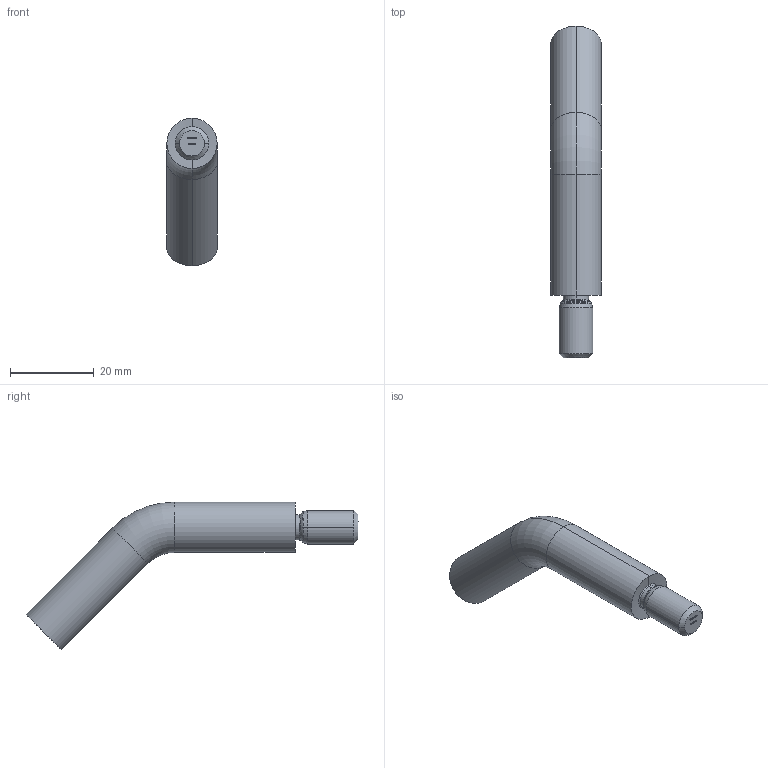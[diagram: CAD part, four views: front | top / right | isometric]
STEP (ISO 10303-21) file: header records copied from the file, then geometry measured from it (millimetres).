
FILE_DESCRIPTION (( 'STEP AP203' ), '1' );
FILE_NAME ('50470-240-M6.STEP', '2018-08-07T07:10:17', ( '' ), ( '' ), 'SwSTEP 2.0', 'SolidWorks 2015', '' );
FILE_SCHEMA (( 'CONFIG_CONTROL_DESIGN' ));
Length unit declared in the file: millimetre
Products named in the file (1): 50470-240-M6
Bounding box: 12 x 79.24 x 35.24 mm (x, y, z)
Volume: 8075.7 mm3; surface area: 3539.2 mm2
Topology: 1 solids, 1 shells, 283 faces, 730 edges, 477 vertices
Faces by surface type: plane 153, bspline 98, cone 12, torus 10, cylinder 10
Entity records: 14309 total; most frequent: CARTESIAN_POINT 7979, ORIENTED_EDGE 1456, DIRECTION 950, EDGE_CURVE 728, VECTOR 486, LINE 486, VERTEX_POINT 477, EDGE_LOOP 313
